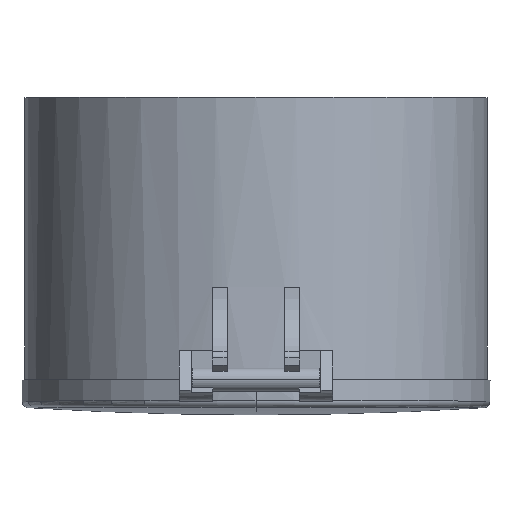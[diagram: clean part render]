
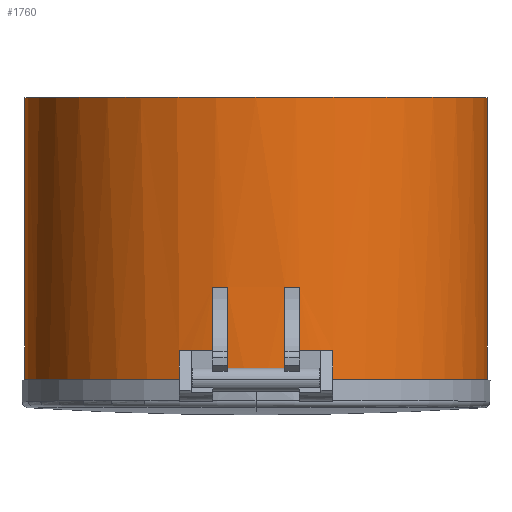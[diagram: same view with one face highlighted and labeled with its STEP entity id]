
A CAD part, top view. The second image highlights one B-rep face of the part: STEP entity #1760.
In plain terms, the highlighted cylindrical face has radius 16 mm (diameter 32 mm), a partial arc.
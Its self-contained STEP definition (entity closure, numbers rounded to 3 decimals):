
#742=VERTEX_POINT('',#2167);
#744=EDGE_CURVE('',#1726,#882,#2169,.T.);
#768=VERTEX_POINT('',#2196);
#786=EDGE_CURVE('',#1604,#1184,#2215,.T.);
#806=EDGE_CURVE('',#1950,#1524,#2239,.T.);
#882=VERTEX_POINT('',#2321);
#1004=EDGE_CURVE('',#2078,#1430,#2452,.T.);
#1134=EDGE_CURVE('',#1380,#2080,#2592,.T.);
#1150=EDGE_CURVE('',#1430,#1524,#2610,.T.);
#1184=VERTEX_POINT('',#2647);
#1208=EDGE_CURVE('',#1292,#768,#2673,.T.);
#1236=EDGE_CURVE('',#2102,#1292,#2703,.T.);
#1248=EDGE_CURVE('',#742,#1600,#2716,.T.);
#1292=VERTEX_POINT('',#2766);
#1298=EDGE_CURVE('',#768,#1984,#2772,.T.);
#1336=EDGE_CURVE('',#2080,#1604,#2817,.T.);
#1362=EDGE_CURVE('',#742,#1984,#2847,.T.);
#1380=VERTEX_POINT('',#2866);
#1430=VERTEX_POINT('',#2919);
#1524=VERTEX_POINT('',#3022);
#1600=VERTEX_POINT('',#3108);
#1604=VERTEX_POINT('',#3112);
#1622=EDGE_CURVE('',#1734,#1380,#3130,.T.);
#1626=EDGE_CURVE('',#1950,#1746,#3134,.T.);
#1680=EDGE_CURVE('',#2078,#1726,#3194,.T.);
#1726=VERTEX_POINT('',#3244);
#1734=VERTEX_POINT('',#3252);
#1746=VERTEX_POINT('',#3265);
#1760=ADVANCED_FACE('',(#3280),#3281,.T.);
#1812=EDGE_CURVE('',#1600,#1734,#3338,.T.);
#1828=EDGE_CURVE('',#1746,#1184,#3355,.T.);
#1950=VERTEX_POINT('',#3492);
#1984=VERTEX_POINT('',#3530);
#2072=EDGE_CURVE('',#882,#2102,#3621,.T.);
#2078=VERTEX_POINT('',#3627);
#2080=VERTEX_POINT('',#3629);
#2102=VERTEX_POINT('',#3653);
#2167=CARTESIAN_POINT('',(2.0,-19.55,15.875));
#2169=CIRCLE('',#3725,16.);
#2196=CARTESIAN_POINT('',(-2.0,-13.172,15.875));
#2215=LINE('',#3782,#3783);
#2239=CIRCLE('',#3812,16.);
#2321=CARTESIAN_POINT('',(-3.0,-17.55,15.716));
#2452=CIRCLE('',#4120,16.);
#2592=LINE('',#4339,#4340);
#2610=LINE('',#4363,#4364);
#2647=CARTESIAN_POINT('',(5.3,-19.55,15.097));
#2673=B_SPLINE_CURVE_WITH_KNOTS('',3,(#4451,#4452,#4453,#4454,#4455,#4456,#4457,#4458,#4459,#4460,#4461,#4462,#4463,#4464,#4465,#4466,#4467,#4468),.UNSPECIFIED.,.F.,.F.,(4,2,2,2,2,2,2,2,4),(0.0,0.489,0.978,1.199,1.42,1.641,1.862,2.351,2.84),.UNSPECIFIED.);
#2703=CIRCLE('',#4510,16.);
#2716=LINE('',#4525,#4526);
#2766=CARTESIAN_POINT('',(-2.,-13.17,15.875));
#2772=LINE('',#4627,#4628);
#2817=CIRCLE('',#4685,16.);
#2847=CIRCLE('',#4719,16.);
#2866=CARTESIAN_POINT('',(3.0,-13.17,15.716));
#2919=CARTESIAN_POINT('',(-16.,-19.55,0.));
#3022=CARTESIAN_POINT('',(-16.,0.,0.));
#3108=CARTESIAN_POINT('',(2.0,-13.172,15.875));
#3112=CARTESIAN_POINT('',(5.3,-17.55,15.097));
#3130=CIRCLE('',#5146,16.);
#3134=LINE('',#5153,#5154);
#3194=LINE('',#5272,#5273);
#3244=CARTESIAN_POINT('',(-5.3,-17.55,15.097));
#3252=CARTESIAN_POINT('',(2.,-13.17,15.875));
#3265=CARTESIAN_POINT('',(16.,-19.55,0.));
#3280=FACE_OUTER_BOUND('',#5388,.T.);
#3281=CYLINDRICAL_SURFACE('',#5389,16.);
#3338=B_SPLINE_CURVE_WITH_KNOTS('',3,(#5477,#5478,#5479,#5480,#5481,#5482,#5483,#5484,#5485,#5486,#5487,#5488,#5489,#5490,#5491,#5492,#5493,#5494),.UNSPECIFIED.,.F.,.F.,(4,2,2,2,2,2,2,2,4),(0.0,0.489,0.978,1.199,1.42,1.641,1.862,2.351,2.84),.UNSPECIFIED.);
#3355=CIRCLE('',#5517,16.);
#3492=CARTESIAN_POINT('',(16.,0.,0.0));
#3530=CARTESIAN_POINT('',(-2.0,-19.55,15.875));
#3621=LINE('',#5897,#5898);
#3627=CARTESIAN_POINT('',(-5.3,-19.55,15.097));
#3629=CARTESIAN_POINT('',(3.0,-17.55,15.716));
#3653=CARTESIAN_POINT('',(-3.0,-13.17,15.716));
#3725=AXIS2_PLACEMENT_3D('',#6020,#6021,#6022);
#3782=CARTESIAN_POINT('',(5.3,-18.55,15.097));
#3783=VECTOR('',#6076,1.0);
#3812=AXIS2_PLACEMENT_3D('',#6121,#6122,#6123);
#4120=AXIS2_PLACEMENT_3D('',#6333,#6334,#6335);
#4339=CARTESIAN_POINT('',(3.0,-16.36,15.716));
#4340=VECTOR('',#6484,1.0);
#4363=CARTESIAN_POINT('',(-16.,-9.775,0.));
#4364=VECTOR('',#6513,1.0);
#4451=CARTESIAN_POINT('',(-1.,-12.189,15.969));
#4452=CARTESIAN_POINT('',(-1.155,-12.238,15.959));
#4453=CARTESIAN_POINT('',(-1.32,-12.307,15.946));
#4454=CARTESIAN_POINT('',(-1.618,-12.487,15.919));
#4455=CARTESIAN_POINT('',(-1.752,-12.598,15.904));
#4456=CARTESIAN_POINT('',(-1.892,-12.789,15.888));
#4457=CARTESIAN_POINT('',(-1.932,-12.859,15.883));
#4458=CARTESIAN_POINT('',(-1.986,-13.007,15.876));
#4459=CARTESIAN_POINT('',(-2.,-13.086,15.874));
#4460=CARTESIAN_POINT('',(-2.,-13.233,15.874));
#4461=CARTESIAN_POINT('',(-1.986,-13.312,15.876));
#4462=CARTESIAN_POINT('',(-1.932,-13.461,15.883));
#4463=CARTESIAN_POINT('',(-1.892,-13.531,15.888));
#4464=CARTESIAN_POINT('',(-1.752,-13.721,15.904));
#4465=CARTESIAN_POINT('',(-1.618,-13.833,15.919));
#4466=CARTESIAN_POINT('',(-1.32,-14.013,15.946));
#4467=CARTESIAN_POINT('',(-1.155,-14.081,15.959));
#4468=CARTESIAN_POINT('',(-1.0,-14.131,15.969));
#4510=AXIS2_PLACEMENT_3D('',#6613,#6614,#6615);
#4525=CARTESIAN_POINT('',(2.0,-16.36,15.875));
#4526=VECTOR('',#6630,1.0);
#4627=CARTESIAN_POINT('',(-2.0,-16.36,15.875));
#4628=VECTOR('',#6706,1.0);
#4685=AXIS2_PLACEMENT_3D('',#6786,#6787,#6788);
#4719=AXIS2_PLACEMENT_3D('',#6838,#6839,#6840);
#5146=AXIS2_PLACEMENT_3D('',#7112,#7113,#7114);
#5153=CARTESIAN_POINT('',(16.,-9.775,0.));
#5154=VECTOR('',#7116,1.0);
#5272=CARTESIAN_POINT('',(-5.3,-18.55,15.097));
#5273=VECTOR('',#7188,1.0);
#5388=EDGE_LOOP('',(#7275,#7276,#7277,#7278,#7279,#7280,#7281,#7282,#7283,#7284,#7285,#7286,#7287,#7288,#7289,#7290,#7291,#7292));
#5389=AXIS2_PLACEMENT_3D('',#7293,#7294,#7295);
#5477=CARTESIAN_POINT('',(1.0,-14.131,15.969));
#5478=CARTESIAN_POINT('',(1.155,-14.081,15.959));
#5479=CARTESIAN_POINT('',(1.32,-14.013,15.946));
#5480=CARTESIAN_POINT('',(1.618,-13.833,15.919));
#5481=CARTESIAN_POINT('',(1.752,-13.721,15.904));
#5482=CARTESIAN_POINT('',(1.892,-13.531,15.888));
#5483=CARTESIAN_POINT('',(1.932,-13.461,15.883));
#5484=CARTESIAN_POINT('',(1.986,-13.312,15.876));
#5485=CARTESIAN_POINT('',(2.,-13.233,15.874));
#5486=CARTESIAN_POINT('',(2.,-13.086,15.874));
#5487=CARTESIAN_POINT('',(1.986,-13.007,15.876));
#5488=CARTESIAN_POINT('',(1.932,-12.859,15.883));
#5489=CARTESIAN_POINT('',(1.892,-12.789,15.888));
#5490=CARTESIAN_POINT('',(1.752,-12.598,15.904));
#5491=CARTESIAN_POINT('',(1.618,-12.487,15.919));
#5492=CARTESIAN_POINT('',(1.32,-12.307,15.946));
#5493=CARTESIAN_POINT('',(1.155,-12.238,15.959));
#5494=CARTESIAN_POINT('',(1.,-12.189,15.969));
#5517=AXIS2_PLACEMENT_3D('',#7385,#7386,#7387);
#5897=CARTESIAN_POINT('',(-3.0,-16.36,15.716));
#5898=VECTOR('',#7703,1.0);
#6020=CARTESIAN_POINT('',(0.0,-17.55,0.0));
#6021=DIRECTION('',(0.0,1.0,-0.0));
#6022=DIRECTION('',(1.0,0.0,0.0));
#6076=DIRECTION('',(0.0,-1.0,0.0));
#6121=CARTESIAN_POINT('',(0.0,0.,0.0));
#6122=DIRECTION('',(0.0,-1.0,0.0));
#6123=DIRECTION('',(1.0,0.0,0.0));
#6333=CARTESIAN_POINT('',(0.0,-19.55,0.0));
#6334=DIRECTION('',(0.0,-1.0,0.0));
#6335=DIRECTION('',(1.0,0.0,0.0));
#6484=DIRECTION('',(0.0,-1.0,0.0));
#6513=DIRECTION('',(-0.0,1.0,-0.0));
#6613=CARTESIAN_POINT('',(0.0,-13.17,0.0));
#6614=DIRECTION('',(0.0,1.0,-0.0));
#6615=DIRECTION('',(1.0,0.0,0.0));
#6630=DIRECTION('',(-0.0,1.0,-0.0));
#6706=DIRECTION('',(0.0,-1.0,0.0));
#6786=CARTESIAN_POINT('',(0.0,-17.55,0.0));
#6787=DIRECTION('',(0.0,1.0,-0.0));
#6788=DIRECTION('',(1.0,0.0,0.0));
#6838=CARTESIAN_POINT('',(0.0,-19.55,0.0));
#6839=DIRECTION('',(0.0,-1.0,0.0));
#6840=DIRECTION('',(1.0,0.0,0.0));
#7112=CARTESIAN_POINT('',(0.0,-13.17,0.0));
#7113=DIRECTION('',(0.0,1.0,-0.0));
#7114=DIRECTION('',(1.0,0.0,0.0));
#7116=DIRECTION('',(0.0,-1.0,0.0));
#7188=DIRECTION('',(-0.0,1.0,-0.0));
#7275=ORIENTED_EDGE('',*,*,#1626,.F.);
#7276=ORIENTED_EDGE('',*,*,#806,.T.);
#7277=ORIENTED_EDGE('',*,*,#1150,.F.);
#7278=ORIENTED_EDGE('',*,*,#1004,.F.);
#7279=ORIENTED_EDGE('',*,*,#1680,.T.);
#7280=ORIENTED_EDGE('',*,*,#744,.T.);
#7281=ORIENTED_EDGE('',*,*,#2072,.T.);
#7282=ORIENTED_EDGE('',*,*,#1236,.T.);
#7283=ORIENTED_EDGE('',*,*,#1208,.T.);
#7284=ORIENTED_EDGE('',*,*,#1298,.T.);
#7285=ORIENTED_EDGE('',*,*,#1362,.F.);
#7286=ORIENTED_EDGE('',*,*,#1248,.T.);
#7287=ORIENTED_EDGE('',*,*,#1812,.T.);
#7288=ORIENTED_EDGE('',*,*,#1622,.T.);
#7289=ORIENTED_EDGE('',*,*,#1134,.T.);
#7290=ORIENTED_EDGE('',*,*,#1336,.T.);
#7291=ORIENTED_EDGE('',*,*,#786,.T.);
#7292=ORIENTED_EDGE('',*,*,#1828,.F.);
#7293=CARTESIAN_POINT('',(0.0,-9.775,0.0));
#7294=DIRECTION('',(-0.0,1.0,-0.0));
#7295=DIRECTION('',(1.0,0.0,0.0));
#7385=CARTESIAN_POINT('',(0.0,-19.55,0.0));
#7386=DIRECTION('',(0.0,-1.0,0.0));
#7387=DIRECTION('',(1.0,0.0,0.0));
#7703=DIRECTION('',(-0.0,1.0,-0.0));
